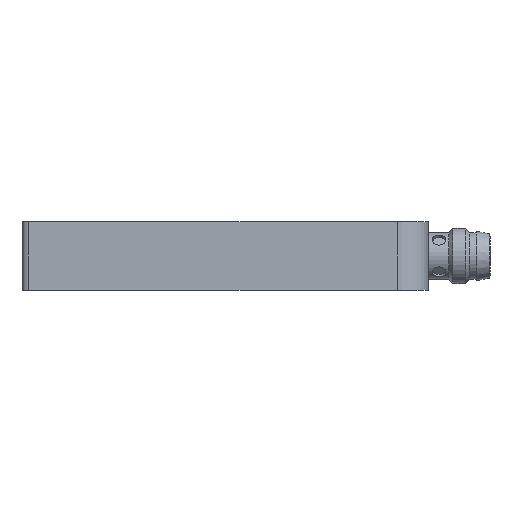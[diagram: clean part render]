
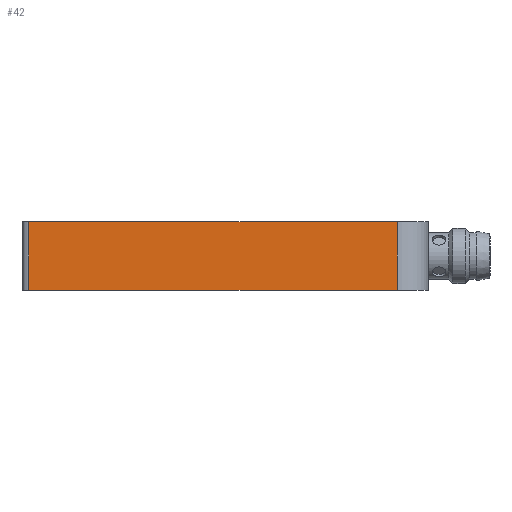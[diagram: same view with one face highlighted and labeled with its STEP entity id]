
A CAD part, front view. The second image highlights one B-rep face of the part: STEP entity #42.
In plain terms, the highlighted planar face has unit normal (0, -1, 0).
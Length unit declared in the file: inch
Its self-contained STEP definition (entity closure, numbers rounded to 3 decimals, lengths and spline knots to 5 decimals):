
#42 = ADVANCED_FACE ( 'NONE', ( #866 ), #603, .F. ) ;
#141 = ORIENTED_EDGE ( 'NONE', *, *, #367, .F. ) ;
#153 = VECTOR ( 'NONE', #399, 39.37008 ) ;
#208 = CARTESIAN_POINT ( 'NONE',  ( 0.03937, -0.47244, 0.19685 ) ) ;
#367 = EDGE_CURVE ( 'NONE', #943, #1244, #1085, .T. ) ;
#399 = DIRECTION ( 'NONE',  ( 1., 0., 0. ) ) ;
#458 = DIRECTION ( 'NONE',  ( 0., 0., 1. ) ) ;
#461 = CARTESIAN_POINT ( 'NONE',  ( 2.14567, -0.47244, 0.19685 ) ) ;
#520 = VECTOR ( 'NONE', #1747, 39.37008 ) ;
#545 = VECTOR ( 'NONE', #1083, 39.37008 ) ;
#549 = CARTESIAN_POINT ( 'NONE',  ( 0.03937, -0.47244, -0.19685 ) ) ;
#603 = PLANE ( 'NONE',  #1996 ) ;
#715 = VECTOR ( 'NONE', #2008, 39.37008 ) ;
#733 = CARTESIAN_POINT ( 'NONE',  ( 0.03937, -0.47244, 0.19685 ) ) ;
#866 = FACE_OUTER_BOUND ( 'NONE', #1321, .T. ) ;
#916 = CARTESIAN_POINT ( 'NONE',  ( 0.03937, -0.47244, -0.19685 ) ) ;
#943 = VERTEX_POINT ( 'NONE', #208 ) ;
#967 = VERTEX_POINT ( 'NONE', #549 ) ;
#1077 = EDGE_CURVE ( 'NONE', #967, #943, #1623, .T. ) ;
#1083 = DIRECTION ( 'NONE',  ( 0., 0., -1. ) ) ;
#1085 = LINE ( 'NONE', #733, #153 ) ;
#1244 = VERTEX_POINT ( 'NONE', #1559 ) ;
#1246 = CARTESIAN_POINT ( 'NONE',  ( 0.03937, -0.47244, 0.19685 ) ) ;
#1250 = ORIENTED_EDGE ( 'NONE', *, *, #1077, .F. ) ;
#1303 = ORIENTED_EDGE ( 'NONE', *, *, #1727, .F. ) ;
#1321 = EDGE_LOOP ( 'NONE', ( #1303, #141, #1250, #1897 ) ) ;
#1397 = LINE ( 'NONE', #461, #545 ) ;
#1559 = CARTESIAN_POINT ( 'NONE',  ( 2.14567, -0.47244, 0.19685 ) ) ;
#1560 = VERTEX_POINT ( 'NONE', #1977 ) ;
#1623 = LINE ( 'NONE', #1858, #715 ) ;
#1655 = LINE ( 'NONE', #916, #520 ) ;
#1727 = EDGE_CURVE ( 'NONE', #1244, #1560, #1397, .T. ) ;
#1738 = EDGE_CURVE ( 'NONE', #967, #1560, #1655, .T. ) ;
#1747 = DIRECTION ( 'NONE',  ( 1., 0., 0. ) ) ;
#1858 = CARTESIAN_POINT ( 'NONE',  ( 0.03937, -0.47244, 0.19685 ) ) ;
#1887 = DIRECTION ( 'NONE',  ( 0., 1., 0. ) ) ;
#1897 = ORIENTED_EDGE ( 'NONE', *, *, #1738, .T. ) ;
#1977 = CARTESIAN_POINT ( 'NONE',  ( 2.14567, -0.47244, -0.19685 ) ) ;
#1996 = AXIS2_PLACEMENT_3D ( 'NONE', #1246, #1887, #458 ) ;
#2008 = DIRECTION ( 'NONE',  ( 0., 0., 1. ) ) ;
